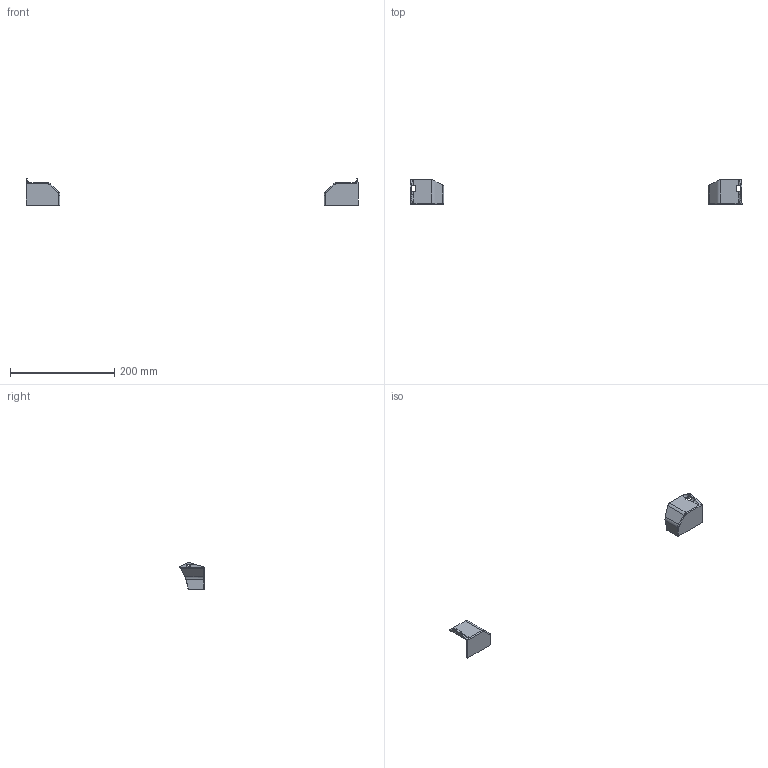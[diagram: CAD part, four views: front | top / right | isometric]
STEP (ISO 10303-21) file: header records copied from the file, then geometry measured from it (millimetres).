
FILE_DESCRIPTION(/* description */ (''),/* implementation_level */ '2;1');
FILE_NAME(/* name */ 'Power switch caps.step',/* time_stamp */ '2024-01-03T23:04:47+08:00',/* author */ (''),/* organization */ (''),/* preprocessor_version */ 'ST-DEVELOPER v20',/* originating_system */ 'Autodesk Translation Framework v12.14.0.127',/* authorisation */ '');
FILE_SCHEMA (('AUTOMOTIVE_DESIGN { 1 0 10303 214 3 1 1 }'));
Length unit declared in the file: millimetre
Products named in the file (1): Power switch cover
Bounding box: 635.7 x 47 x 52 mm (x, y, z)
Volume: 26317.2 mm3; surface area: 27048.7 mm2
Topology: 2 solids, 2 shells, 86 faces, 242 edges, 156 vertices
Faces by surface type: cylinder 40, plane 40, torus 6
Entity records: 2850 total; most frequent: CARTESIAN_POINT 527, DIRECTION 492, ORIENTED_EDGE 484, EDGE_CURVE 242, AXIS2_PLACEMENT_3D 169, VERTEX_POINT 156, LINE 154, VECTOR 154
